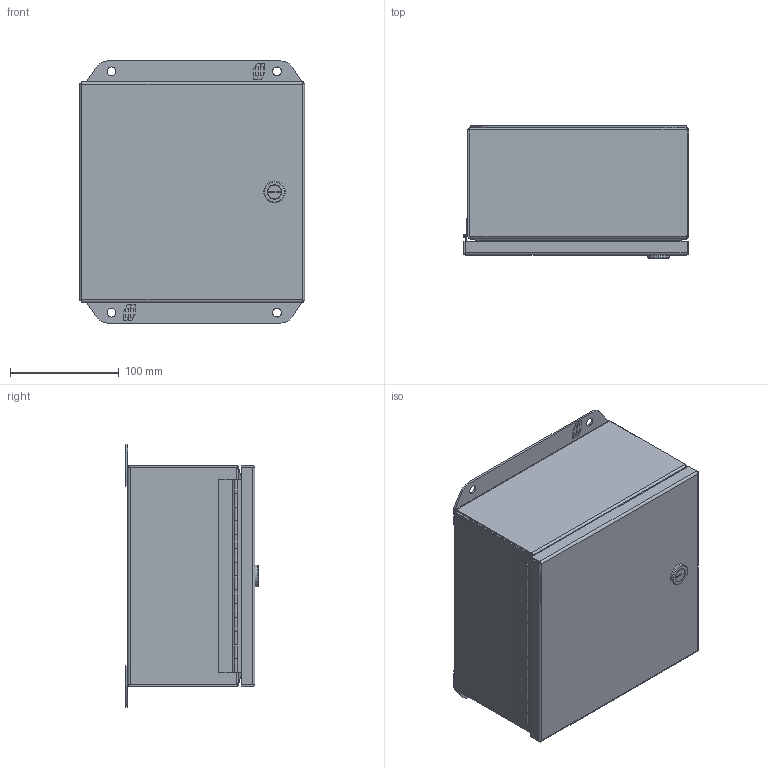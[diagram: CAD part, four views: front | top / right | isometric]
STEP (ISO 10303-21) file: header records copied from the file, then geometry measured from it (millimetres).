
FILE_DESCRIPTION (( 'STEP AP203' ), '1' );
FILE_NAME ('EJ884SS_Default.step', '2019-11-13T20:08:34', ( '' ), ( '' ), 'SwSTEP 2.0', 'SolidWorks 2019', '' );
FILE_SCHEMA (( 'CONFIG_CONTROL_DESIGN' ));
Length unit declared in the file: inch
Products named in the file (1): EJ884SS_Default
Bounding box: 207.4 x 122.06 x 241.3 mm (x, y, z)
Volume: 408042.7 mm3; surface area: 527569.2 mm2
Topology: 16 solids, 17 shells, 656 faces, 1640 edges, 1025 vertices
Faces by surface type: plane 370, cylinder 190, bspline 60, cone 36
Entity records: 22719 total; most frequent: CARTESIAN_POINT 7234, ORIENTED_EDGE 3256, DIRECTION 3054, EDGE_CURVE 1628, LINE 1116, VECTOR 1116, VERTEX_POINT 1025, AXIS2_PLACEMENT_3D 969
